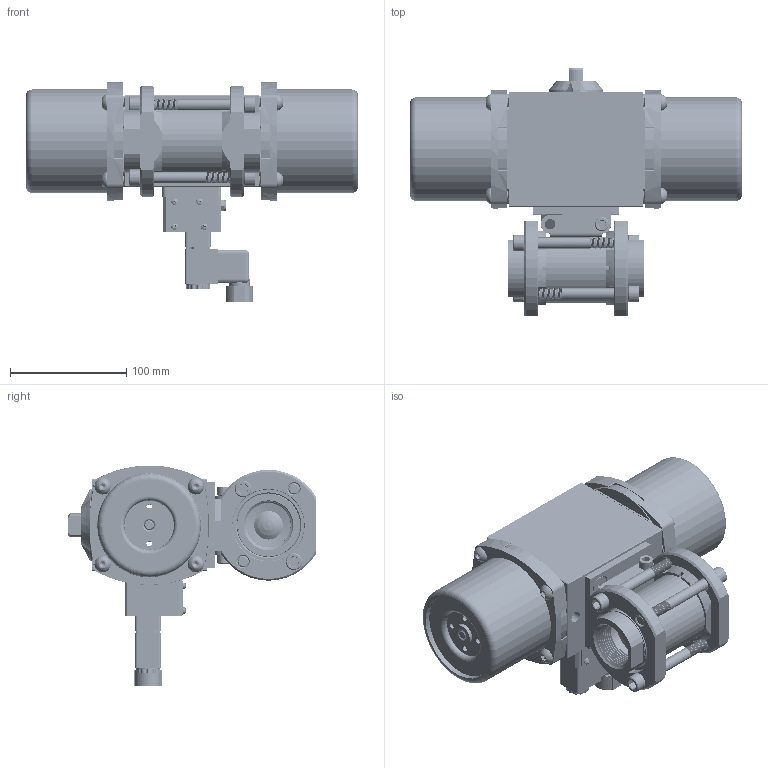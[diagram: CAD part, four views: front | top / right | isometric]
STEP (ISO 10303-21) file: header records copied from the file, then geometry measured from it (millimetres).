
FILE_DESCRIPTION (( 'STEP AP203' ), '1' );
FILE_NAME ('21XXSESA522SR3GPDC.step', '2018-06-04T15:34:14', ( '' ), ( '' ), 'SwSTEP 2.0', 'SolidWorks 2017', '' );
FILE_SCHEMA (( 'CONFIG_CONTROL_DESIGN' ));
Length unit declared in the file: inch
Products named in the file (1): 21XXSESA522SR3GPDC
Bounding box: 285.09 x 212.61 x 189.67 mm (x, y, z)
Volume: 1334706 mm3; surface area: 537674.7 mm2
Topology: 66 solids, 66 shells, 6032 faces, 15584 edges, 9752 vertices
Faces by surface type: cylinder 2617, cone 2040, plane 1001, torus 253, bspline 91, sphere 30
Entity records: 227067 total; most frequent: CARTESIAN_POINT 79160, DIRECTION 32905, ORIENTED_EDGE 30904, EDGE_CURVE 15452, AXIS2_PLACEMENT_3D 13358, VERTEX_POINT 9748, CIRCLE 7416, EDGE_LOOP 6476
